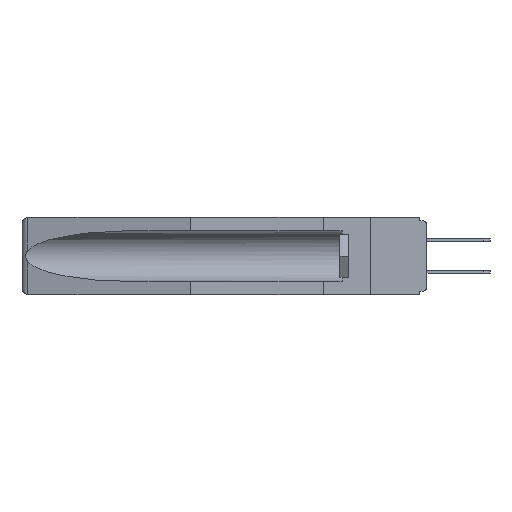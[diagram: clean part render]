
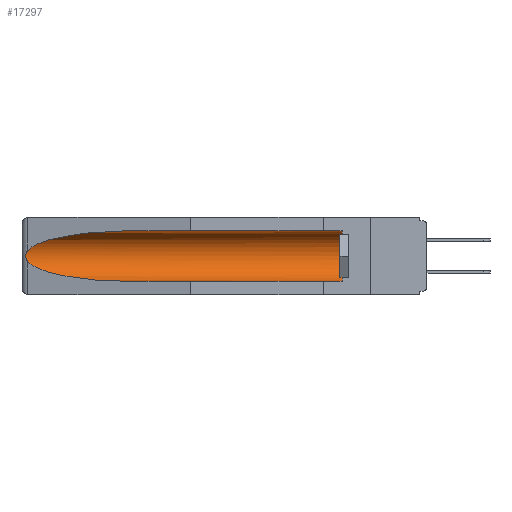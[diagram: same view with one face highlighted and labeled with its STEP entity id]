
A CAD part, left-side view. The second image highlights one B-rep face of the part: STEP entity #17297.
In plain terms, the highlighted cylindrical face has radius 2.857 mm (diameter 5.715 mm), a partial arc.
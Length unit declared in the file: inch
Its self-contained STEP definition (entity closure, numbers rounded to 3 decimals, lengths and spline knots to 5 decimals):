
#623 = AXIS2_PLACEMENT_3D ( 'NONE', #6712, #8139, #15568 ) ;
#1133 = CARTESIAN_POINT ( 'NONE',  ( 0.26537, 1.52718, -0.14972 ) ) ;
#1165 = VERTEX_POINT ( 'NONE', #17466 ) ;
#1250 = DIRECTION ( 'NONE',  ( 0., -1., 0. ) ) ;
#1254 = CARTESIAN_POINT ( 'NONE',  ( 0.2673, 1.53269, -0.17917 ) ) ;
#1262 = CARTESIAN_POINT ( 'NONE',  ( 0.26537, 1.52718, -0.19328 ) ) ;
#1320 =( BOUNDED_CURVE ( )  B_SPLINE_CURVE ( 3, ( #5367, #2528, #2593, #5432 ),
 .UNSPECIFIED., .F., .T. ) 
 B_SPLINE_CURVE_WITH_KNOTS ( ( 4, 4 ),
 ( 0.1948, 1.5708 ),
 .UNSPECIFIED. ) 
 CURVE ( )  GEOMETRIC_REPRESENTATION_ITEM ( )  RATIONAL_B_SPLINE_CURVE ( ( 1., 0.848, 0.848, 1. ) ) 
 REPRESENTATION_ITEM ( '' )  );
#1526 = ORIENTED_EDGE ( 'NONE', *, *, #9838, .T. ) ;
#1678 = EDGE_LOOP ( 'NONE', ( #11332, #17469, #12910, #12269, #16364, #1526 ) ) ;
#2528 = CARTESIAN_POINT ( 'NONE',  ( 0.25451, 1.48313, -0.24835 ) ) ;
#2591 = CARTESIAN_POINT ( 'NONE',  ( 0.26597, 1.52961, -0.15275 ) ) ;
#2593 = CARTESIAN_POINT ( 'NONE',  ( 0.21114, 1.30732, -0.284 ) ) ;
#2720 = CARTESIAN_POINT ( 'NONE',  ( 0.26597, 1.5296, -0.19026 ) ) ;
#2772 = VERTEX_POINT ( 'NONE', #1262 ) ;
#2913 = VECTOR ( 'NONE', #5087, 39.37008 ) ;
#3362 = VERTEX_POINT ( 'NONE', #17339 ) ;
#3729 = CYLINDRICAL_SURFACE ( 'NONE', #623, 0.1125 ) ;
#4525 = AXIS2_PLACEMENT_3D ( 'NONE', #8762, #1250, #5918 ) ;
#4944 = VERTEX_POINT ( 'NONE', #7931 ) ;
#5087 = DIRECTION ( 'NONE',  ( 0., 1., 0. ) ) ;
#5367 = CARTESIAN_POINT ( 'NONE',  ( 0.26537, 1.52718, -0.19328 ) ) ;
#5432 = CARTESIAN_POINT ( 'NONE',  ( 0.155, 1.07973, -0.284 ) ) ;
#5918 = DIRECTION ( 'NONE',  ( 0., 0., 1. ) ) ;
#6712 = CARTESIAN_POINT ( 'NONE',  ( 0.155, -0.30754, -0.1715 ) ) ;
#7164 = CARTESIAN_POINT ( 'NONE',  ( 0.26537, 1.52718, -0.14972 ) ) ;
#7456 = EDGE_CURVE ( 'NONE', #3362, #9613, #11885, .T. ) ;
#7463 = CIRCLE ( 'NONE', #4525, 0.1125 ) ;
#7502 = CARTESIAN_POINT ( 'NONE',  ( 0.26537, 1.52718, -0.14972 ) ) ;
#7931 = CARTESIAN_POINT ( 'NONE',  ( 0.155, 1.07973, -0.284 ) ) ;
#8139 = DIRECTION ( 'NONE',  ( 0., 1., 0. ) ) ;
#8188 = LINE ( 'NONE', #13623, #2913 ) ;
#8509 = EDGE_CURVE ( 'NONE', #2772, #4944, #1320, .T. ) ;
#8762 = CARTESIAN_POINT ( 'NONE',  ( 0.155, 0.126, -0.1715 ) ) ;
#9613 = VERTEX_POINT ( 'NONE', #7502 ) ;
#9838 = EDGE_CURVE ( 'NONE', #1165, #3362, #16844, .T. ) ;
#10028 = CARTESIAN_POINT ( 'NONE',  ( 0.26537, 1.52718, -0.19328 ) ) ;
#10432 = FACE_OUTER_BOUND ( 'NONE', #1678, .T. ) ;
#10666 = EDGE_CURVE ( 'NONE', #10965, #4944, #8188, .T. ) ;
#10965 = VERTEX_POINT ( 'NONE', #11985 ) ;
#11332 = ORIENTED_EDGE ( 'NONE', *, *, #7456, .T. ) ;
#11463 = CARTESIAN_POINT ( 'NONE',  ( 0.2673, 1.5327, -0.16383 ) ) ;
#11885 =( BOUNDED_CURVE ( )  B_SPLINE_CURVE ( 3, ( #13111, #14508, #15942, #7164 ),
 .UNSPECIFIED., .F., .F. ) 
 B_SPLINE_CURVE_WITH_KNOTS ( ( 4, 4 ),
 ( 4.71239, 6.08839 ),
 .UNSPECIFIED. ) 
 CURVE ( )  GEOMETRIC_REPRESENTATION_ITEM ( )  RATIONAL_B_SPLINE_CURVE ( ( 1., 0.848, 0.848, 1. ) ) 
 REPRESENTATION_ITEM ( '' )  );
#11985 = CARTESIAN_POINT ( 'NONE',  ( 0.155, 0.126, -0.284 ) ) ;
#12269 = ORIENTED_EDGE ( 'NONE', *, *, #10666, .F. ) ;
#12910 = ORIENTED_EDGE ( 'NONE', *, *, #8509, .T. ) ;
#12938 = VECTOR ( 'NONE', #18237, 39.37008 ) ;
#12966 = CARTESIAN_POINT ( 'NONE',  ( 0.26655, 1.53094, -0.18657 ) ) ;
#13111 = CARTESIAN_POINT ( 'NONE',  ( 0.155, 1.07973, -0.059 ) ) ;
#13623 = CARTESIAN_POINT ( 'NONE',  ( 0.155, -0.30754, -0.284 ) ) ;
#14508 = CARTESIAN_POINT ( 'NONE',  ( 0.21114, 1.30732, -0.059 ) ) ;
#14942 = EDGE_CURVE ( 'NONE', #10965, #1165, #7463, .T. ) ;
#15568 = DIRECTION ( 'NONE',  ( 0., 0., 1. ) ) ;
#15852 = CARTESIAN_POINT ( 'NONE',  ( 0.2675, 1.53308, -0.17534 ) ) ;
#15942 = CARTESIAN_POINT ( 'NONE',  ( 0.25451, 1.48313, -0.09465 ) ) ;
#16036 = CARTESIAN_POINT ( 'NONE',  ( 0.26654, 1.53092, -0.15636 ) ) ;
#16364 = ORIENTED_EDGE ( 'NONE', *, *, #14942, .T. ) ;
#16745 = CARTESIAN_POINT ( 'NONE',  ( 0.155, -0.30754, -0.059 ) ) ;
#16781 = EDGE_CURVE ( 'NONE', #9613, #2772, #17289, .T. ) ;
#16844 = LINE ( 'NONE', #16745, #12938 ) ;
#17289 = B_SPLINE_CURVE_WITH_KNOTS ( 'NONE', 3,
 ( #1133, #2591, #16036, #11463, #18890, #15852, #1254, #12966, #2720, #10028 ),
 .UNSPECIFIED., .F., .F.,
 ( 4, 2, 2, 2, 4 ),
 ( 0., 0.00029, 0.00058, 0.00087, 0.00117 ),
 .UNSPECIFIED. ) ;
#17297 = ADVANCED_FACE ( 'NONE', ( #10432 ), #3729, .F. ) ;
#17339 = CARTESIAN_POINT ( 'NONE',  ( 0.155, 1.07973, -0.059 ) ) ;
#17466 = CARTESIAN_POINT ( 'NONE',  ( 0.155, 0.126, -0.059 ) ) ;
#17469 = ORIENTED_EDGE ( 'NONE', *, *, #16781, .T. ) ;
#18237 = DIRECTION ( 'NONE',  ( 0., 1., 0. ) ) ;
#18890 = CARTESIAN_POINT ( 'NONE',  ( 0.2675, 1.53308, -0.16763 ) ) ;
